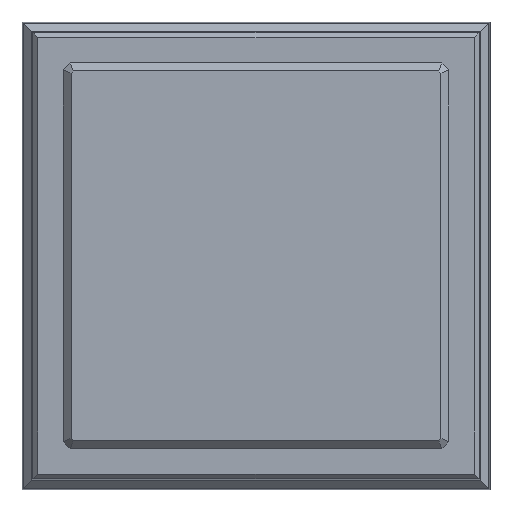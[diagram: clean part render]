
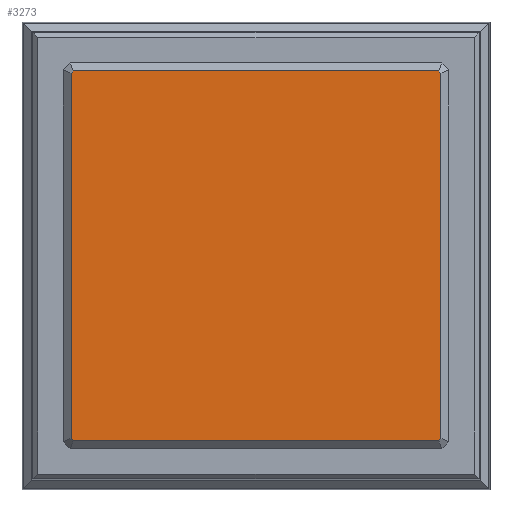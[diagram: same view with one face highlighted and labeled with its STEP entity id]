
A CAD part, top view. The second image highlights one B-rep face of the part: STEP entity #3273.
In plain terms, the highlighted planar face has unit normal (0, 0, 1).
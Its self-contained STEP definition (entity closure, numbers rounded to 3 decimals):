
#9 = AXIS2_PLACEMENT_3D ( 'NONE', #1421, #10240, #4026 ) ;
#287 = VERTEX_POINT ( 'NONE', #5831 ) ;
#312 = EDGE_CURVE ( 'NONE', #7467, #3092, #8386, .T. ) ;
#579 = VERTEX_POINT ( 'NONE', #2960 ) ;
#604 = DIRECTION ( 'NONE',  ( 0., 1., 0. ) ) ;
#884 = CARTESIAN_POINT ( 'NONE',  ( 0., 11.7, 7. ) ) ;
#973 = VECTOR ( 'NONE', #7985, 1000. ) ;
#1028 = DIRECTION ( 'NONE',  ( 0.707, -0.707, 0. ) ) ;
#1173 = CARTESIAN_POINT ( 'NONE',  ( -11.7, -11.551, 7. ) ) ;
#1288 = CARTESIAN_POINT ( 'NONE',  ( -11.7, 11.551, 7. ) ) ;
#1421 = CARTESIAN_POINT ( 'NONE',  ( 0., 0., 7. ) ) ;
#1459 = DIRECTION ( 'NONE',  ( -0.707, 0.707, 0. ) ) ;
#1565 = ORIENTED_EDGE ( 'NONE', *, *, #312, .T. ) ;
#1580 = DIRECTION ( 'NONE',  ( 1., 0., 0. ) ) ;
#2603 = VECTOR ( 'NONE', #1028, 1000. ) ;
#2778 = EDGE_CURVE ( 'NONE', #10146, #10189, #4562, .T. ) ;
#2931 = EDGE_CURVE ( 'NONE', #579, #4040, #8586, .T. ) ;
#2960 = CARTESIAN_POINT ( 'NONE',  ( -11.551, 11.7, 7. ) ) ;
#2981 = ORIENTED_EDGE ( 'NONE', *, *, #2931, .T. ) ;
#3092 = VERTEX_POINT ( 'NONE', #7008 ) ;
#3273 = ADVANCED_FACE ( 'NONE', ( #9380 ), #5962, .T. ) ;
#3307 = EDGE_CURVE ( 'NONE', #287, #7467, #5057, .T. ) ;
#3311 = CARTESIAN_POINT ( 'NONE',  ( 11.7, 11.551, 7. ) ) ;
#3462 = DIRECTION ( 'NONE',  ( 0., -1., 0. ) ) ;
#3497 = LINE ( 'NONE', #884, #10185 ) ;
#3524 = CARTESIAN_POINT ( 'NONE',  ( -11.7, -11.551, 7. ) ) ;
#3882 = CARTESIAN_POINT ( 'NONE',  ( 11.551, -11.7, 7. ) ) ;
#4026 = DIRECTION ( 'NONE',  ( 1., 0., 0. ) ) ;
#4040 = VERTEX_POINT ( 'NONE', #1288 ) ;
#4189 = LINE ( 'NONE', #5210, #9748 ) ;
#4194 = CARTESIAN_POINT ( 'NONE',  ( 11.7, 0., 7. ) ) ;
#4364 = CARTESIAN_POINT ( 'NONE',  ( 11.551, -11.7, 7. ) ) ;
#4529 = EDGE_CURVE ( 'NONE', #3092, #579, #3497, .T. ) ;
#4561 = EDGE_CURVE ( 'NONE', #6117, #287, #6252, .T. ) ;
#4562 = LINE ( 'NONE', #3524, #2603 ) ;
#5057 = LINE ( 'NONE', #4194, #5732 ) ;
#5201 = ORIENTED_EDGE ( 'NONE', *, *, #3307, .T. ) ;
#5210 = CARTESIAN_POINT ( 'NONE',  ( 0., -11.7, 7. ) ) ;
#5732 = VECTOR ( 'NONE', #604, 1000. ) ;
#5831 = CARTESIAN_POINT ( 'NONE',  ( 11.7, -11.551, 7. ) ) ;
#5866 = DIRECTION ( 'NONE',  ( -0.707, -0.707, 0. ) ) ;
#5942 = CARTESIAN_POINT ( 'NONE',  ( 11.7, 11.551, 7. ) ) ;
#5962 = PLANE ( 'NONE',  #9 ) ;
#6098 = LINE ( 'NONE', #7886, #10288 ) ;
#6117 = VERTEX_POINT ( 'NONE', #3882 ) ;
#6252 = LINE ( 'NONE', #4364, #973 ) ;
#6441 = ORIENTED_EDGE ( 'NONE', *, *, #4529, .T. ) ;
#7007 = VECTOR ( 'NONE', #5866, 1000. ) ;
#7008 = CARTESIAN_POINT ( 'NONE',  ( 11.551, 11.7, 7. ) ) ;
#7348 = ORIENTED_EDGE ( 'NONE', *, *, #10253, .T. ) ;
#7467 = VERTEX_POINT ( 'NONE', #5942 ) ;
#7886 = CARTESIAN_POINT ( 'NONE',  ( -11.7, 0., 7. ) ) ;
#7985 = DIRECTION ( 'NONE',  ( 0.707, 0.707, 0. ) ) ;
#8386 = LINE ( 'NONE', #3311, #10875 ) ;
#8586 = LINE ( 'NONE', #10419, #7007 ) ;
#9075 = ORIENTED_EDGE ( 'NONE', *, *, #2778, .T. ) ;
#9380 = FACE_OUTER_BOUND ( 'NONE', #9995, .T. ) ;
#9462 = ORIENTED_EDGE ( 'NONE', *, *, #11072, .T. ) ;
#9517 = ORIENTED_EDGE ( 'NONE', *, *, #4561, .T. ) ;
#9678 = CARTESIAN_POINT ( 'NONE',  ( -11.551, -11.7, 7. ) ) ;
#9748 = VECTOR ( 'NONE', #1580, 1000. ) ;
#9995 = EDGE_LOOP ( 'NONE', ( #9075, #9462, #9517, #5201, #1565, #6441, #2981, #7348 ) ) ;
#10146 = VERTEX_POINT ( 'NONE', #1173 ) ;
#10185 = VECTOR ( 'NONE', #10575, 1000. ) ;
#10189 = VERTEX_POINT ( 'NONE', #9678 ) ;
#10240 = DIRECTION ( 'NONE',  ( 0., 0., 1. ) ) ;
#10253 = EDGE_CURVE ( 'NONE', #4040, #10146, #6098, .T. ) ;
#10288 = VECTOR ( 'NONE', #3462, 1000. ) ;
#10419 = CARTESIAN_POINT ( 'NONE',  ( -11.551, 11.7, 7. ) ) ;
#10575 = DIRECTION ( 'NONE',  ( -1., 0., 0. ) ) ;
#10875 = VECTOR ( 'NONE', #1459, 1000. ) ;
#11072 = EDGE_CURVE ( 'NONE', #10189, #6117, #4189, .T. ) ;
